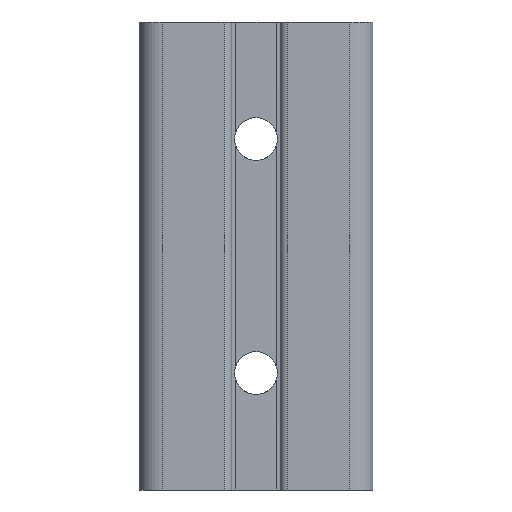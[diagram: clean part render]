
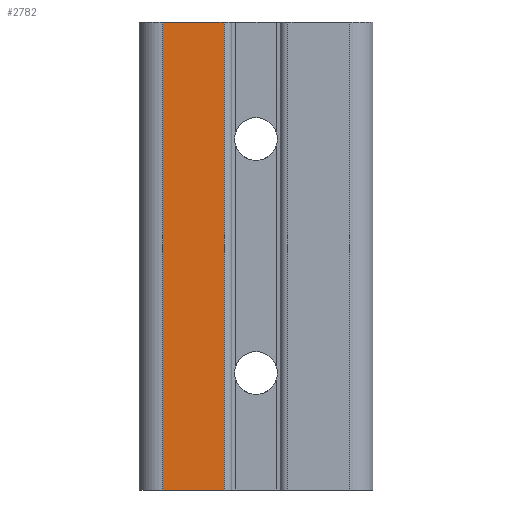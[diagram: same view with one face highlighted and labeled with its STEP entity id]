
A CAD part, left-side view. The second image highlights one B-rep face of the part: STEP entity #2782.
In plain terms, the highlighted planar face has unit normal (-1, 0, 0).
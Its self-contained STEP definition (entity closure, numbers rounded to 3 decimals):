
#58=PLANE('',#3027);
#236=LINE('',#5114,#468);
#237=LINE('',#5118,#469);
#238=LINE('',#5120,#470);
#239=LINE('',#5121,#471);
#468=VECTOR('',#3666,60.);
#469=VECTOR('',#3671,7.866);
#470=VECTOR('',#3672,60.);
#471=VECTOR('',#3673,7.866);
#697=FACE_OUTER_BOUND('',#857,.T.);
#857=EDGE_LOOP('',(#2234,#2235,#2236,#2237));
#1292=VERTEX_POINT('',#5111);
#1293=VERTEX_POINT('',#5113);
#1294=VERTEX_POINT('',#5117);
#1295=VERTEX_POINT('',#5119);
#1667=EDGE_CURVE('',#1293,#1292,#236,.T.);
#1669=EDGE_CURVE('',#1292,#1294,#237,.T.);
#1670=EDGE_CURVE('',#1295,#1294,#238,.T.);
#1671=EDGE_CURVE('',#1295,#1293,#239,.T.);
#2234=ORIENTED_EDGE('',*,*,#1669,.T.);
#2235=ORIENTED_EDGE('',*,*,#1670,.F.);
#2236=ORIENTED_EDGE('',*,*,#1671,.T.);
#2237=ORIENTED_EDGE('',*,*,#1667,.T.);
#2782=ADVANCED_FACE('',(#697),#58,.T.);
#3027=AXIS2_PLACEMENT_3D('',#5116,#3669,#3670);
#3666=DIRECTION('',(0.,0.,1.));
#3669=DIRECTION('center_axis',(-1.,0.,
0.));
#3670=DIRECTION('ref_axis',(0.,0.,1.));
#3671=DIRECTION('',(0.,1.,0.));
#3672=DIRECTION('',(0.,0.,1.));
#3673=DIRECTION('',(0.,-1.,0.));
#5111=CARTESIAN_POINT('',(0.,19.1,60.));
#5113=CARTESIAN_POINT('',(0.,19.1,0.));
#5114=CARTESIAN_POINT('',(0.,19.1,0.));
#5116=CARTESIAN_POINT('Origin',(0.,19.1,0.));
#5117=CARTESIAN_POINT('',(0.,26.966,60.));
#5118=CARTESIAN_POINT('',(0.,26.966,60.));
#5119=CARTESIAN_POINT('',(0.,26.966,0.));
#5120=CARTESIAN_POINT('',(0.,26.966,0.));
#5121=CARTESIAN_POINT('',(0.,26.966,0.));
